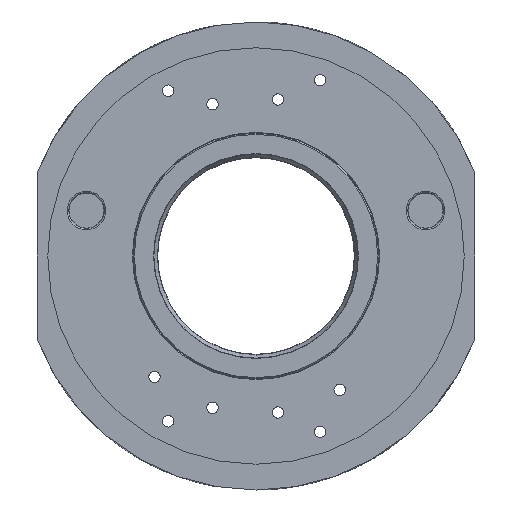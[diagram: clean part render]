
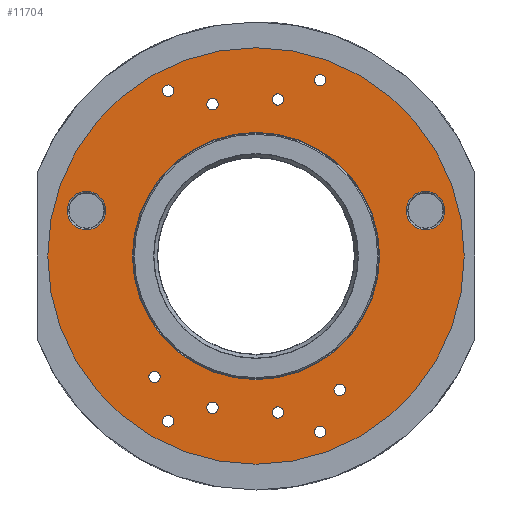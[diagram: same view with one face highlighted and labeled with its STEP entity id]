
A CAD part, front view. The second image highlights one B-rep face of the part: STEP entity #11704.
In plain terms, the highlighted planar face has unit normal (0, -1, 0).
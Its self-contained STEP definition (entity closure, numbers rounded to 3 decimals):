
#11536=CARTESIAN_POINT('',(-89.,0.2,0.));
#11537=DIRECTION('',(0.,-1.,0.));
#11538=DIRECTION('',(0.,0.,-1.));
#11539=AXIS2_PLACEMENT_3D('',#11536,#11537,#11538);
#11540=PLANE('',#11539);
#11541=CARTESIAN_POINT('',(-0.,0.2,52.8));
#11542=VERTEX_POINT('',#11541);
#11543=CARTESIAN_POINT('',(0.,0.2,-52.8));
#11544=VERTEX_POINT('',#11543);
#11545=CARTESIAN_POINT('',(0.,0.2,0.));
#11546=DIRECTION('',(-0.,1.,-0.));
#11547=DIRECTION('',(0.,0.,-1.));
#11548=AXIS2_PLACEMENT_3D('',#11545,#11546,#11547);
#11549=CIRCLE('',#11548,52.8);
#11550=EDGE_CURVE('',#11542,#11544,#11549,.T.);
#11551=ORIENTED_EDGE('',*,*,#11550,.T.);
#11552=CARTESIAN_POINT('',(0.,0.2,0.));
#11553=DIRECTION('',(-0.,1.,-0.));
#11554=DIRECTION('',(0.,0.,-1.));
#11555=AXIS2_PLACEMENT_3D('',#11552,#11553,#11554);
#11556=CIRCLE('',#11555,52.8);
#11557=EDGE_CURVE('',#11544,#11542,#11556,.T.);
#11558=ORIENTED_EDGE('',*,*,#11557,.T.);
#11559=EDGE_LOOP('',(#11551,#11558));
#11560=FACE_BOUND('',#11559,.T.);
#11561=CARTESIAN_POINT('',(43.388,0.2,49.249));
#11562=VERTEX_POINT('',#11561);
#11563=CARTESIAN_POINT('',(43.388,0.2,51.708));
#11564=DIRECTION('',(-0.,1.,-0.));
#11565=DIRECTION('',(0.,-0.,-1.));
#11566=AXIS2_PLACEMENT_3D('',#11563,#11564,#11565);
#11567=CIRCLE('',#11566,2.459);
#11568=EDGE_CURVE('',#11562,#11562,#11567,.T.);
#11569=ORIENTED_EDGE('',*,*,#11568,.T.);
#11570=EDGE_LOOP('',(#11569));
#11571=FACE_BOUND('',#11570,.T.);
#11572=CARTESIAN_POINT('',(18.606,0.2,62.427));
#11573=VERTEX_POINT('',#11572);
#11574=CARTESIAN_POINT('',(18.606,0.2,64.885));
#11575=DIRECTION('',(-0.,1.,-0.));
#11576=DIRECTION('',(0.,-0.,-1.));
#11577=AXIS2_PLACEMENT_3D('',#11574,#11575,#11576);
#11578=CIRCLE('',#11577,2.459);
#11579=EDGE_CURVE('',#11573,#11573,#11578,.T.);
#11580=ORIENTED_EDGE('',*,*,#11579,.T.);
#11581=EDGE_LOOP('',(#11580));
#11582=FACE_BOUND('',#11581,.T.);
#11583=CARTESIAN_POINT('',(-9.394,0.2,64.385));
#11584=VERTEX_POINT('',#11583);
#11585=CARTESIAN_POINT('',(-9.394,0.2,66.843));
#11586=DIRECTION('',(-0.,1.,-0.));
#11587=DIRECTION('',(0.,-0.,-1.));
#11588=AXIS2_PLACEMENT_3D('',#11585,#11586,#11587);
#11589=CIRCLE('',#11588,2.459);
#11590=EDGE_CURVE('',#11584,#11584,#11589,.T.);
#11591=ORIENTED_EDGE('',*,*,#11590,.T.);
#11592=EDGE_LOOP('',(#11591));
#11593=FACE_BOUND('',#11592,.T.);
#11594=CARTESIAN_POINT('',(-35.77,0.2,54.785));
#11595=VERTEX_POINT('',#11594);
#11596=CARTESIAN_POINT('',(-35.77,0.2,57.243));
#11597=DIRECTION('',(-0.,1.,-0.));
#11598=DIRECTION('',(0.,-0.,-1.));
#11599=AXIS2_PLACEMENT_3D('',#11596,#11597,#11598);
#11600=CIRCLE('',#11599,2.459);
#11601=EDGE_CURVE('',#11595,#11595,#11600,.T.);
#11602=ORIENTED_EDGE('',*,*,#11601,.T.);
#11603=EDGE_LOOP('',(#11602));
#11604=FACE_BOUND('',#11603,.T.);
#11605=CARTESIAN_POINT('',(-9.394,0.2,-69.302));
#11606=VERTEX_POINT('',#11605);
#11607=CARTESIAN_POINT('',(-9.394,0.2,-66.843));
#11608=DIRECTION('',(0.,1.,0.));
#11609=DIRECTION('',(0.,0.,-1.));
#11610=AXIS2_PLACEMENT_3D('',#11607,#11608,#11609);
#11611=CIRCLE('',#11610,2.459);
#11612=EDGE_CURVE('',#11606,#11606,#11611,.T.);
#11613=ORIENTED_EDGE('',*,*,#11612,.T.);
#11614=EDGE_LOOP('',(#11613));
#11615=FACE_BOUND('',#11614,.T.);
#11616=CARTESIAN_POINT('',(18.606,0.2,-67.344));
#11617=VERTEX_POINT('',#11616);
#11618=CARTESIAN_POINT('',(18.606,0.2,-64.885));
#11619=DIRECTION('',(0.,1.,0.));
#11620=DIRECTION('',(0.,0.,-1.));
#11621=AXIS2_PLACEMENT_3D('',#11618,#11619,#11620);
#11622=CIRCLE('',#11621,2.459);
#11623=EDGE_CURVE('',#11617,#11617,#11622,.T.);
#11624=ORIENTED_EDGE('',*,*,#11623,.T.);
#11625=EDGE_LOOP('',(#11624));
#11626=FACE_BOUND('',#11625,.T.);
#11627=CARTESIAN_POINT('',(37.558,0.2,68.177));
#11628=VERTEX_POINT('',#11627);
#11629=CARTESIAN_POINT('',(37.558,0.2,70.636));
#11630=DIRECTION('',(0.,1.,0.));
#11631=DIRECTION('',(0.,0.,-1.));
#11632=AXIS2_PLACEMENT_3D('',#11629,#11630,#11631);
#11633=CIRCLE('',#11632,2.459);
#11634=EDGE_CURVE('',#11628,#11628,#11633,.T.);
#11635=ORIENTED_EDGE('',*,*,#11634,.T.);
#11636=EDGE_LOOP('',(#11635));
#11637=FACE_BOUND('',#11636,.T.);
#11638=CARTESIAN_POINT('',(-27.362,0.2,72.717));
#11639=VERTEX_POINT('',#11638);
#11640=CARTESIAN_POINT('',(-27.362,0.2,75.175));
#11641=DIRECTION('',(0.,1.,0.));
#11642=DIRECTION('',(0.,0.,-1.));
#11643=AXIS2_PLACEMENT_3D('',#11640,#11641,#11642);
#11644=CIRCLE('',#11643,2.459);
#11645=EDGE_CURVE('',#11639,#11639,#11644,.T.);
#11646=ORIENTED_EDGE('',*,*,#11645,.T.);
#11647=EDGE_LOOP('',(#11646));
#11648=FACE_BOUND('',#11647,.T.);
#11649=CARTESIAN_POINT('',(-27.362,0.2,-77.634));
#11650=VERTEX_POINT('',#11649);
#11651=CARTESIAN_POINT('',(-27.362,0.2,-75.175));
#11652=DIRECTION('',(0.,1.,0.));
#11653=DIRECTION('',(0.,0.,-1.));
#11654=AXIS2_PLACEMENT_3D('',#11651,#11652,#11653);
#11655=CIRCLE('',#11654,2.459);
#11656=EDGE_CURVE('',#11650,#11650,#11655,.T.);
#11657=ORIENTED_EDGE('',*,*,#11656,.T.);
#11658=EDGE_LOOP('',(#11657));
#11659=FACE_BOUND('',#11658,.T.);
#11660=CARTESIAN_POINT('',(37.558,0.2,-73.094));
#11661=VERTEX_POINT('',#11660);
#11662=CARTESIAN_POINT('',(37.558,0.2,-70.636));
#11663=DIRECTION('',(0.,1.,0.));
#11664=DIRECTION('',(0.,0.,-1.));
#11665=AXIS2_PLACEMENT_3D('',#11662,#11663,#11664);
#11666=CIRCLE('',#11665,2.459);
#11667=EDGE_CURVE('',#11661,#11661,#11666,.T.);
#11668=ORIENTED_EDGE('',*,*,#11667,.T.);
#11669=EDGE_LOOP('',(#11668));
#11670=FACE_BOUND('',#11669,.T.);
#11671=CARTESIAN_POINT('',(-0.,0.2,89.));
#11672=VERTEX_POINT('',#11671);
#11673=CARTESIAN_POINT('',(0.,0.2,0.));
#11674=DIRECTION('',(-0.,1.,-0.));
#11675=DIRECTION('',(0.,0.,1.));
#11676=AXIS2_PLACEMENT_3D('',#11673,#11674,#11675);
#11677=CIRCLE('',#11676,89.);
#11678=EDGE_CURVE('',#11672,#11672,#11677,.T.);
#11679=ORIENTED_EDGE('',*,*,#11678,.F.);
#11680=EDGE_LOOP('',(#11679));
#11681=FACE_BOUND('',#11680,.T.);
#11682=CARTESIAN_POINT('',(-72.444,0.2,-27.613));
#11683=VERTEX_POINT('',#11682);
#11684=CARTESIAN_POINT('',(-72.444,0.2,-19.411));
#11685=DIRECTION('',(0.,-1.,0.));
#11686=DIRECTION('',(0.,0.,-1.));
#11687=AXIS2_PLACEMENT_3D('',#11684,#11685,#11686);
#11688=CIRCLE('',#11687,8.202);
#11689=EDGE_CURVE('',#11683,#11683,#11688,.T.);
#11690=ORIENTED_EDGE('',*,*,#11689,.F.);
#11691=EDGE_LOOP('',(#11690));
#11692=FACE_BOUND('',#11691,.T.);
#11693=CARTESIAN_POINT('',(72.444,0.2,-27.613));
#11694=VERTEX_POINT('',#11693);
#11695=CARTESIAN_POINT('',(72.444,0.2,-19.411));
#11696=DIRECTION('',(0.,-1.,0.));
#11697=DIRECTION('',(0.,0.,-1.));
#11698=AXIS2_PLACEMENT_3D('',#11695,#11696,#11697);
#11699=CIRCLE('',#11698,8.202);
#11700=EDGE_CURVE('',#11694,#11694,#11699,.T.);
#11701=ORIENTED_EDGE('',*,*,#11700,.F.);
#11702=EDGE_LOOP('',(#11701));
#11703=FACE_BOUND('',#11702,.T.);
#11704=ADVANCED_FACE('',(#11560,#11571,#11582,#11593,#11604,#11615,#11626,#11637,#11648,#11659,#11670,#11681,#11692,#11703),#11540,.T.);
